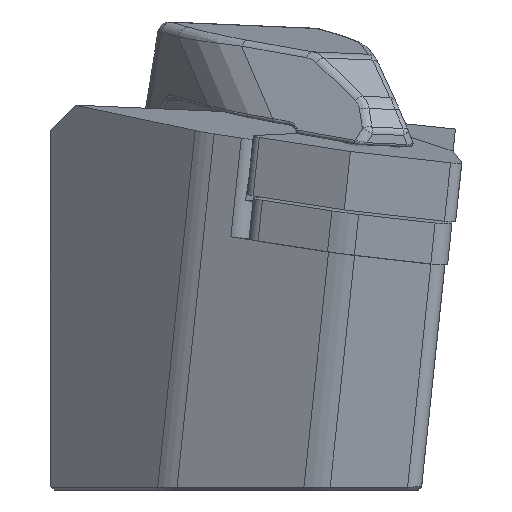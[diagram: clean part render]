
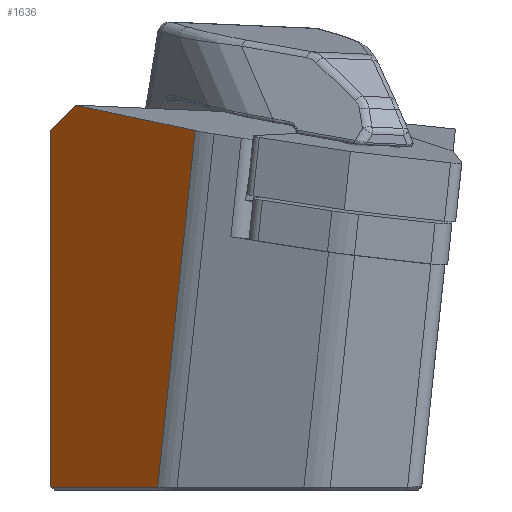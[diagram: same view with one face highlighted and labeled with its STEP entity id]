
A CAD part, left-side view. The second image highlights one B-rep face of the part: STEP entity #1636.
In plain terms, the highlighted planar face has unit normal (-0.703, 0.711, 0).
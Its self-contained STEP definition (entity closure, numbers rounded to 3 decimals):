
#1636=ADVANCED_FACE('',(#1901),#1739,.F.);
#1739=PLANE('',#4547);
#1901=FACE_OUTER_BOUND('',#2086,.T.);
#2086=EDGE_LOOP('',(#3240,#3241,#3242,#3243,#3244,#3245));
#2299=LINE('',#6674,#2554);
#2317=LINE('',#6716,#2572);
#2319=LINE('',#6726,#2574);
#2320=LINE('',#6728,#2575);
#2321=LINE('',#6730,#2576);
#2322=LINE('',#6731,#2577);
#2554=VECTOR('',#5222,1.);
#2572=VECTOR('',#5252,1.);
#2574=VECTOR('',#5264,1.);
#2575=VECTOR('',#5265,1.);
#2576=VECTOR('',#5266,1.);
#2577=VECTOR('',#5267,1.);
#3240=ORIENTED_EDGE('',*,*,#4104,.F.);
#3241=ORIENTED_EDGE('',*,*,#4105,.T.);
#3242=ORIENTED_EDGE('',*,*,#4106,.F.);
#3243=ORIENTED_EDGE('',*,*,#4078,.F.);
#3244=ORIENTED_EDGE('',*,*,#4107,.F.);
#3245=ORIENTED_EDGE('',*,*,#4099,.F.);
#3705=VERTEX_POINT('',#6673);
#3706=VERTEX_POINT('',#6675);
#3717=VERTEX_POINT('',#6703);
#3723=VERTEX_POINT('',#6715);
#3727=VERTEX_POINT('',#6727);
#3728=VERTEX_POINT('',#6729);
#4078=EDGE_CURVE('',#3705,#3706,#2299,.T.);
#4099=EDGE_CURVE('',#3723,#3717,#2317,.T.);
#4104=EDGE_CURVE('',#3727,#3723,#2319,.T.);
#4105=EDGE_CURVE('',#3727,#3728,#2320,.T.);
#4106=EDGE_CURVE('',#3706,#3728,#2321,.T.);
#4107=EDGE_CURVE('',#3717,#3705,#2322,.T.);
#4547=AXIS2_PLACEMENT_3D('',#6732,#5268,#5269);
#5222=DIRECTION('',(-0.703,-0.696,-0.147));
#5252=DIRECTION('',(0.001,0.,1.));
#5264=DIRECTION('',(0.582,0.575,0.575));
#5265=DIRECTION('',(-0.711,-0.703,0.));
#5266=DIRECTION('',(0.105,0.104,-0.989));
#5267=DIRECTION('',(-0.578,-0.572,0.582));
#5268=DIRECTION('',(0.703,-0.711,0.));
#5269=DIRECTION('',(0.711,0.703,0.));
#6673=CARTESIAN_POINT('',(16.065,-1.937,4.448));
#6674=CARTESIAN_POINT('',(6.806,-11.094,2.507));
#6675=CARTESIAN_POINT('',(6.806,-11.094,2.507));
#6703=CARTESIAN_POINT('',(18.022,0.,2.476));
#6715=CARTESIAN_POINT('',(18.006,0.,-24.7));
#6716=CARTESIAN_POINT('',(18.002,0.,-31.581));
#6726=CARTESIAN_POINT('',(10.62,-7.301,-32.001));
#6727=CARTESIAN_POINT('',(17.905,-0.1,-24.8));
#6728=CARTESIAN_POINT('',(10.41,-7.513,-24.8));
#6729=CARTESIAN_POINT('',(9.692,-8.224,-24.8));
#6730=CARTESIAN_POINT('',(10.408,-7.511,-31.577));
#6731=CARTESIAN_POINT('',(24.455,6.367,-4.007));
#6732=CARTESIAN_POINT('',(10.408,-7.511,-31.577));
